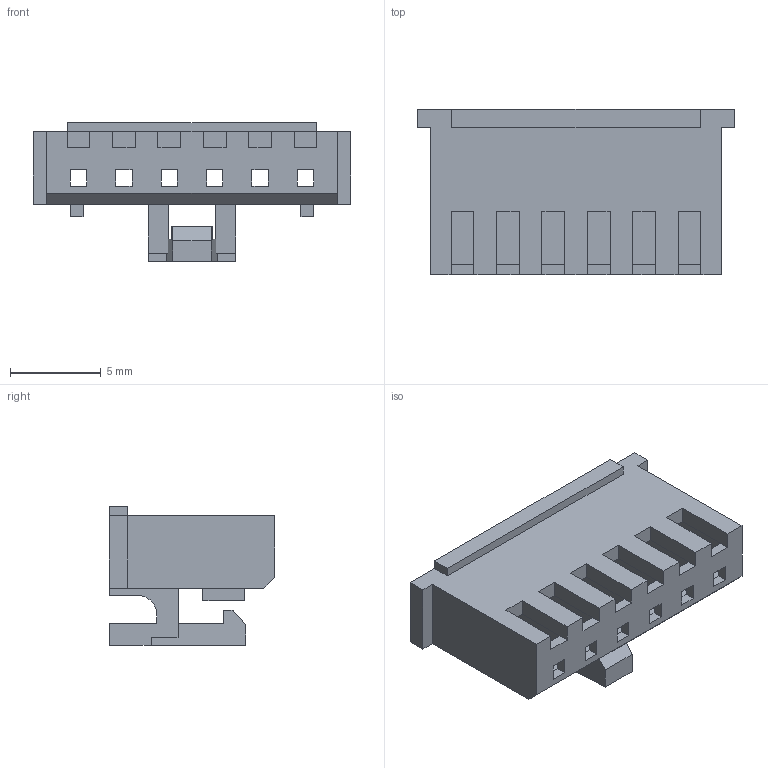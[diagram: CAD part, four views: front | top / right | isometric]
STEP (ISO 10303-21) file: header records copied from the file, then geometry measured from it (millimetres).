
FILE_DESCRIPTION((''),'2;1');
FILE_NAME('FHG39601-S04','2022-04-21T',('工程三'),(''),'PRO/ENGINEER BY PARAMETRIC TECHNOLOGY CORPORATION, 2010280','PRO/ENGINEER BY PARAMETRIC TECHNOLOGY CORPORATION, 2010280','');
FILE_SCHEMA(('CONFIG_CONTROL_DESIGN'));
Length unit declared in the file: millimetre
Products named in the file (1): FHG39601-S04
Bounding box: 17.5 x 9.1 x 7.65 mm (x, y, z)
Volume: 314.3 mm3; surface area: 1147 mm2
Topology: 2 solids, 2 shells, 156 faces, 456 edges, 300 vertices
Faces by surface type: plane 154, cylinder 2
Entity records: 5132 total; most frequent: CARTESIAN_POINT 912, ORIENTED_EDGE 912, DIRECTION 772, EDGE_CURVE 456, VECTOR 452, LINE 452, VERTEX_POINT 300, EDGE_LOOP 176
